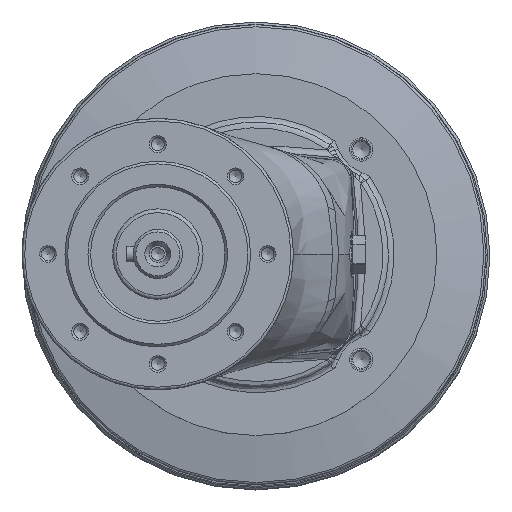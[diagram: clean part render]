
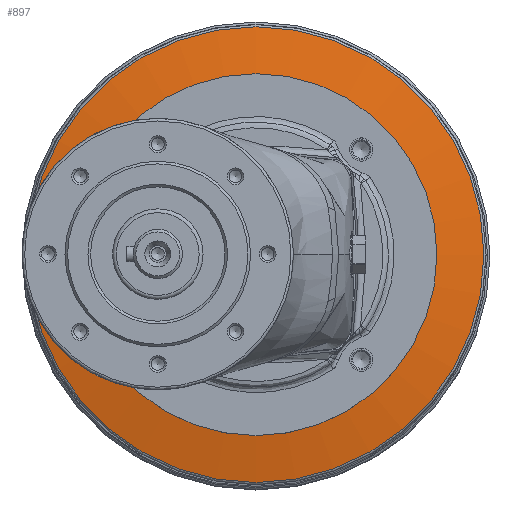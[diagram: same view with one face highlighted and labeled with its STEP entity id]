
A CAD part, top view. The second image highlights one B-rep face of the part: STEP entity #897.
In plain terms, the highlighted conical face has half-angle 80 degrees and reference radius 89 mm.
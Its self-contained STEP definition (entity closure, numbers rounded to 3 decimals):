
#897 = ADVANCED_FACE( '', ( #2056, #2057 ), #2058, .T. );
#2056 = FACE_OUTER_BOUND( '', #9204, .T. );
#2057 = FACE_BOUND( '', #9205, .T. );
#2058 = CONICAL_SURFACE( '', #9206, 89., 1.396 );
#9204 = EDGE_LOOP( '', ( #15031 ) );
#9205 = EDGE_LOOP( '', ( #15032 ) );
#9206 = AXIS2_PLACEMENT_3D( '', #15033, #15034, #15035 );
#15031 = ORIENTED_EDGE( '', *, *, #16886, .T. );
#15032 = ORIENTED_EDGE( '', *, *, #16601, .T. );
#15033 = CARTESIAN_POINT( '', ( 38., 0., -131.05 ) );
#15034 = DIRECTION( '', ( 0., 0., -1. ) );
#15035 = DIRECTION( '', ( -1., 0., 0. ) );
#16601 = EDGE_CURVE( '', #18012, #18012, #18013, .T. );
#16886 = EDGE_CURVE( '', #18396, #18396, #18397, .T. );
#18012 = VERTEX_POINT( '', #22294 );
#18013 = CIRCLE( '', #22295, 70. );
#18396 = VERTEX_POINT( '', #23474 );
#18397 = CIRCLE( '', #23475, 88.174 );
#22294 = CARTESIAN_POINT( '', ( -32., 0., -127.7 ) );
#22295 = AXIS2_PLACEMENT_3D( '', #24696, #24697, #24698 );
#23474 = CARTESIAN_POINT( '', ( 126.174, 0., -130.905 ) );
#23475 = AXIS2_PLACEMENT_3D( '', #24957, #24958, #24959 );
#24696 = CARTESIAN_POINT( '', ( 38., 0., -127.7 ) );
#24697 = DIRECTION( '', ( 0., 0., -1. ) );
#24698 = DIRECTION( '', ( -1., 0., 0. ) );
#24957 = CARTESIAN_POINT( '', ( 38., 0., -130.905 ) );
#24958 = DIRECTION( '', ( 0., 0., 1. ) );
#24959 = DIRECTION( '', ( 1., 0., 0. ) );
